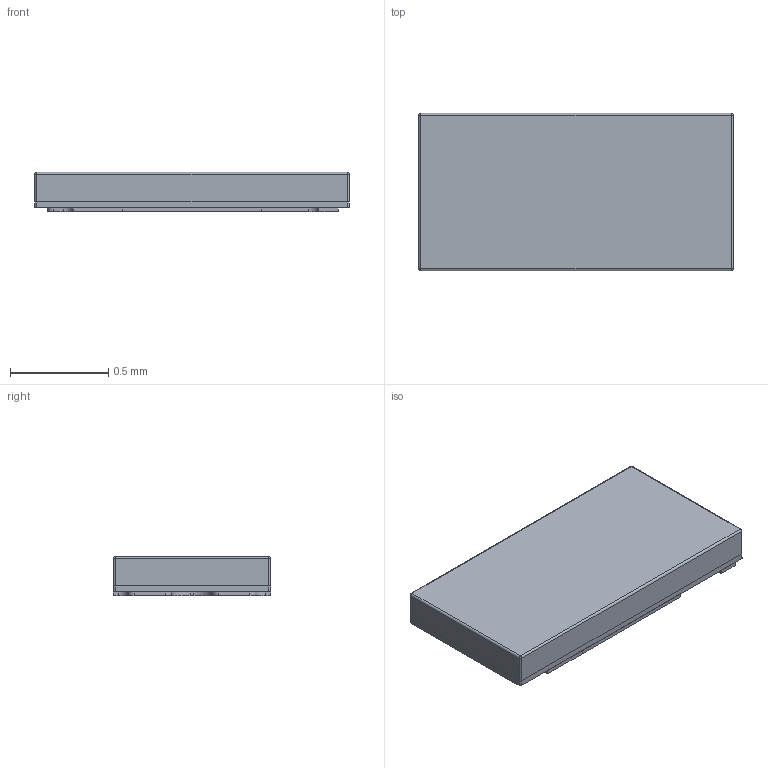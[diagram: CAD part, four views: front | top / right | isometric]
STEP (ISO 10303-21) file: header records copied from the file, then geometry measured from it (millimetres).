
FILE_DESCRIPTION (( 'STEP AP214' ), '1' );
FILE_NAME ('LED-SMD_L1.6-W0.8-RD-WHITE-1.STEP', '2021-11-13T15:07:47', ( '' ), ( '' ), 'SwSTEP 2.0', 'SolidWorks 2020', '' );
FILE_SCHEMA (( 'AUTOMOTIVE_DESIGN' ));
Length unit declared in the file: millimetre
Products named in the file (1): LED-SMD_L1.6-W0.8-RD-WHITE-1
Bounding box: 1.6 x 0.8 x 0.2 mm (x, y, z)
Volume: 0.3 mm3; surface area: 5.8 mm2
Topology: 4 solids, 4 shells, 125 faces, 314 edges, 200 vertices
Faces by surface type: plane 85, cylinder 22, bspline 14, sphere 4
Entity records: 5780 total; most frequent: CARTESIAN_POINT 1434, ORIENTED_EDGE 620, DIRECTION 546, EDGE_CURVE 310, VECTOR 242, LINE 242, VERTEX_POINT 200, AXIS2_PLACEMENT_3D 152
